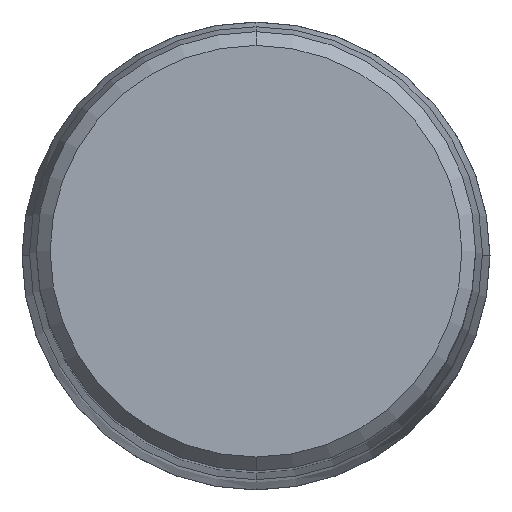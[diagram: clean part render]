
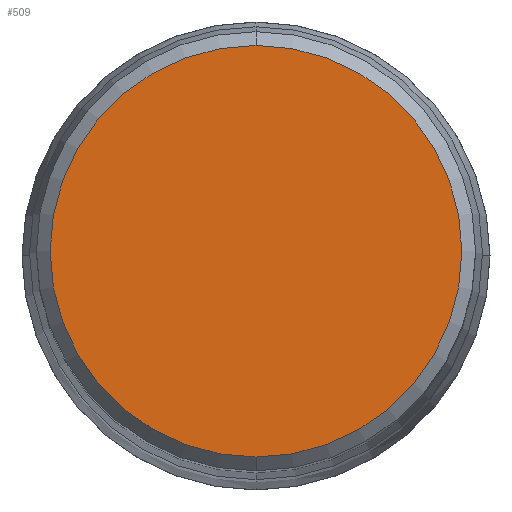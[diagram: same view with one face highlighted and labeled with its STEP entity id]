
A CAD part, top view. The second image highlights one B-rep face of the part: STEP entity #509.
In plain terms, the highlighted planar face has unit normal (0, 0, 1).
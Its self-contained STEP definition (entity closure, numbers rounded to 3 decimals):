
#307=VERTEX_POINT('',#805);
#503=EDGE_CURVE('',#307,#531,#1019,.T.);
#509=ADVANCED_FACE('',(#1025),#1026,.T.);
#531=VERTEX_POINT('',#1050);
#667=EDGE_CURVE('',#531,#307,#1200,.T.);
#805=CARTESIAN_POINT('',(0.0,15.0,0.0));
#1019=CIRCLE('',#1755,15.0);
#1025=FACE_OUTER_BOUND('',#1762,.T.);
#1026=PLANE('',#1763);
#1050=CARTESIAN_POINT('',(0.,-15.0,0.0));
#1200=CIRCLE('',#2096,15.0);
#1755=AXIS2_PLACEMENT_3D('',#2574,#2575,#2576);
#1762=EDGE_LOOP('',(#2581,#2582));
#1763=AXIS2_PLACEMENT_3D('',#2583,#2584,#2585);
#2096=AXIS2_PLACEMENT_3D('',#2786,#2787,#2788);
#2574=CARTESIAN_POINT('',(0.0,0.0,0.0));
#2575=DIRECTION('',(0.0,0.0,-1.0));
#2576=DIRECTION('',(0.0,1.0,0.0));
#2581=ORIENTED_EDGE('',*,*,#503,.F.);
#2582=ORIENTED_EDGE('',*,*,#667,.F.);
#2583=CARTESIAN_POINT('',(0.0,7.5,0.0));
#2584=DIRECTION('',(-0.0,0.0,1.0));
#2585=DIRECTION('',(0.0,-1.0,0.0));
#2786=CARTESIAN_POINT('',(0.0,0.0,0.0));
#2787=DIRECTION('',(0.0,0.0,-1.0));
#2788=DIRECTION('',(0.0,1.0,0.0));
